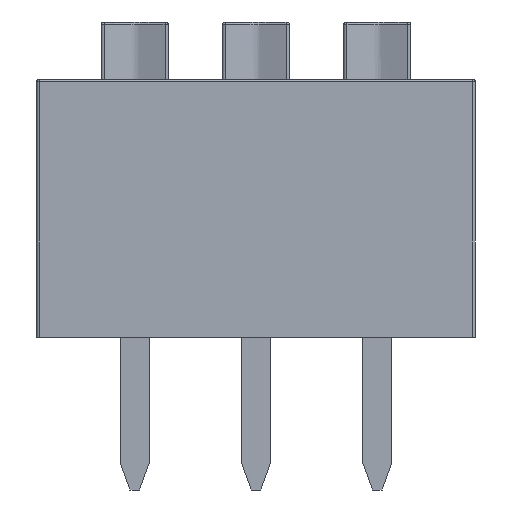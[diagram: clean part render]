
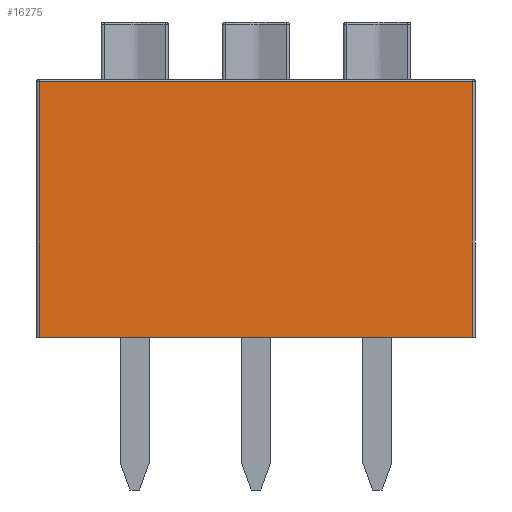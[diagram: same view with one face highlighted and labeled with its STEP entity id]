
A CAD part, front view. The second image highlights one B-rep face of the part: STEP entity #16275.
In plain terms, the highlighted planar face has unit normal (0, -1, 0).
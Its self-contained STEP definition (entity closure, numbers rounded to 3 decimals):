
#204 = ORIENTED_EDGE ( 'NONE', *, *, #14901, .T. ) ;
#335 = VECTOR ( 'NONE', #10686, 1000. ) ;
#1586 = FACE_OUTER_BOUND ( 'NONE', #20756, .T. ) ;
#3084 = LINE ( 'NONE', #3590, #21417 ) ;
#3331 = DIRECTION ( 'NONE',  ( 0., 0., 1. ) ) ;
#3382 = EDGE_CURVE ( 'NONE', #11874, #15416, #6577, .T. ) ;
#3590 = CARTESIAN_POINT ( 'NONE',  ( 4.54, -4.95, 5.45 ) ) ;
#5084 = CARTESIAN_POINT ( 'NONE',  ( -4.59, -4.95, 5.45 ) ) ;
#5449 = VERTEX_POINT ( 'NONE', #17582 ) ;
#6577 = LINE ( 'NONE', #8414, #20527 ) ;
#8414 = CARTESIAN_POINT ( 'NONE',  ( -4.54, -4.95, 5.45 ) ) ;
#9931 = ORIENTED_EDGE ( 'NONE', *, *, #3382, .T. ) ;
#10686 = DIRECTION ( 'NONE',  ( -1., 0., 0. ) ) ;
#11288 = LINE ( 'NONE', #11548, #335 ) ;
#11548 = CARTESIAN_POINT ( 'NONE',  ( -4.59, -4.95, 5.4 ) ) ;
#11874 = VERTEX_POINT ( 'NONE', #17910 ) ;
#13163 = PLANE ( 'NONE',  #16663 ) ;
#13776 = CARTESIAN_POINT ( 'NONE',  ( -4.59, -4.95, 0.05 ) ) ;
#14080 = VERTEX_POINT ( 'NONE', #19270 ) ;
#14580 = ORIENTED_EDGE ( 'NONE', *, *, #16526, .T. ) ;
#14901 = EDGE_CURVE ( 'NONE', #14080, #5449, #3084, .T. ) ;
#15416 = VERTEX_POINT ( 'NONE', #25352 ) ;
#16275 = ADVANCED_FACE ( 'NONE', ( #1586 ), #13163, .F. ) ;
#16526 = EDGE_CURVE ( 'NONE', #15416, #14080, #25621, .T. ) ;
#16663 = AXIS2_PLACEMENT_3D ( 'NONE', #5084, #21086, #23197 ) ;
#17582 = CARTESIAN_POINT ( 'NONE',  ( 4.54, -4.95, 5.4 ) ) ;
#17910 = CARTESIAN_POINT ( 'NONE',  ( -4.54, -4.95, 5.4 ) ) ;
#19270 = CARTESIAN_POINT ( 'NONE',  ( 4.54, -4.95, 0.05 ) ) ;
#20427 = VECTOR ( 'NONE', #21965, 1000. ) ;
#20527 = VECTOR ( 'NONE', #22068, 1000. ) ;
#20756 = EDGE_LOOP ( 'NONE', ( #14580, #204, #22595, #9931 ) ) ;
#21086 = DIRECTION ( 'NONE',  ( 0., 1., 0. ) ) ;
#21417 = VECTOR ( 'NONE', #3331, 1000. ) ;
#21965 = DIRECTION ( 'NONE',  ( 1., 0., 0. ) ) ;
#22068 = DIRECTION ( 'NONE',  ( 0., 0., -1. ) ) ;
#22595 = ORIENTED_EDGE ( 'NONE', *, *, #22637, .T. ) ;
#22637 = EDGE_CURVE ( 'NONE', #5449, #11874, #11288, .T. ) ;
#23197 = DIRECTION ( 'NONE',  ( 0., 0., 1. ) ) ;
#25352 = CARTESIAN_POINT ( 'NONE',  ( -4.54, -4.95, 0.05 ) ) ;
#25621 = LINE ( 'NONE', #13776, #20427 ) ;
